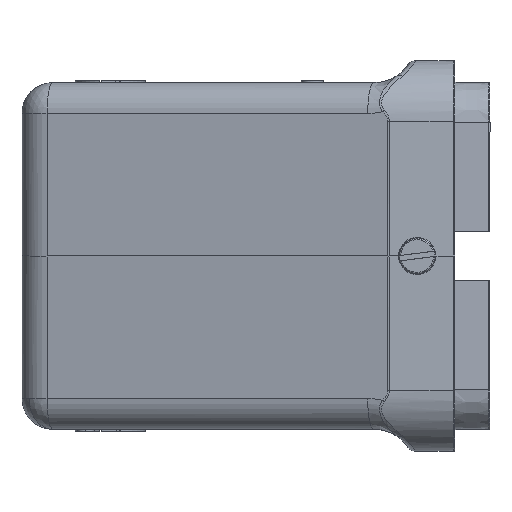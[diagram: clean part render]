
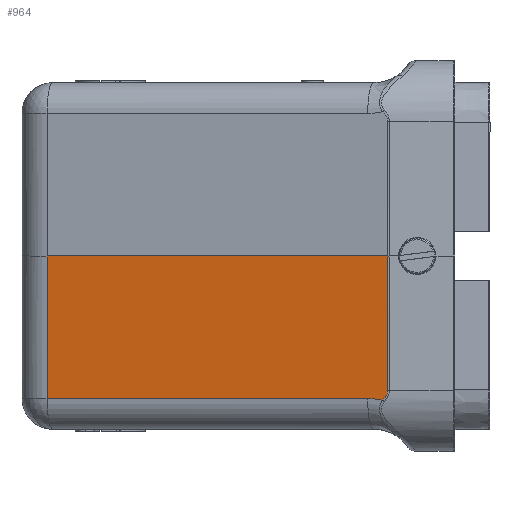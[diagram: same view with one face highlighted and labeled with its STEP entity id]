
A CAD part, left-side view. The second image highlights one B-rep face of the part: STEP entity #964.
In plain terms, the highlighted planar face has unit normal (-0.982, 0.191, -0.009).
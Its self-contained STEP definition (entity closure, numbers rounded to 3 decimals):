
#381=FACE_OUTER_BOUND('',#2081,.T.);
#964=ADVANCED_FACE('NONE',(#381),#1400,.T.);
#1400=PLANE('',#8650);
#1728=B_SPLINE_CURVE_WITH_KNOTS('',3,(#13208,#13209,#13210,#13211),
 .UNSPECIFIED.,.F.,.F.,(4,4),(0.,1.),.UNSPECIFIED.);
#1729=B_SPLINE_CURVE_WITH_KNOTS('',3,(#13222,#13223,#13224,#13225),
 .UNSPECIFIED.,.F.,.F.,(4,4),(0.,1.),.UNSPECIFIED.);
#2081=EDGE_LOOP('',(#3181,#3182,#3183,#3184,#3185,#3186));
#3181=ORIENTED_EDGE('',*,*,#6115,.T.);
#3182=ORIENTED_EDGE('',*,*,#6116,.T.);
#3183=ORIENTED_EDGE('',*,*,#6117,.T.);
#3184=ORIENTED_EDGE('',*,*,#6118,.T.);
#3185=ORIENTED_EDGE('',*,*,#6119,.T.);
#3186=ORIENTED_EDGE('',*,*,#6120,.T.);
#5229=VERTEX_POINT('',#13212);
#5230=VERTEX_POINT('',#13213);
#5231=VERTEX_POINT('',#13215);
#5232=VERTEX_POINT('',#13217);
#5233=VERTEX_POINT('',#13219);
#5234=VERTEX_POINT('',#13221);
#6115=EDGE_CURVE('NONE',#5229,#5230,#1728,.T.);
#6116=EDGE_CURVE('NONE',#5230,#5231,#7167,.T.);
#6117=EDGE_CURVE('NONE',#5231,#5232,#7168,.T.);
#6118=EDGE_CURVE('NONE',#5232,#5233,#7169,.T.);
#6119=EDGE_CURVE('NONE',#5233,#5234,#7170,.T.);
#6120=EDGE_CURVE('NONE',#5234,#5229,#1729,.T.);
#7167=LINE('',#13214,#7965);
#7168=LINE('',#13216,#7966);
#7169=LINE('',#13218,#7967);
#7170=LINE('',#13220,#7968);
#7965=VECTOR('',#9624,1.);
#7966=VECTOR('',#9625,1.);
#7967=VECTOR('',#9626,1.);
#7968=VECTOR('',#9627,1.);
#8650=AXIS2_PLACEMENT_3D('',#13226,#9628,#9629);
#9624=DIRECTION('',(-0.009,0.001,1.));
#9625=DIRECTION('',(0.191,0.982,0.));
#9626=DIRECTION('',(0.009,0.,-1.));
#9627=DIRECTION('',(-0.191,-0.982,0.));
#9628=DIRECTION('',(-0.982,0.191,-0.009));
#9629=DIRECTION('',(-0.191,-0.982,0.));
#13208=CARTESIAN_POINT('',(-64.957,16.301,-32.665));
#13209=CARTESIAN_POINT('',(-65.111,15.542,-31.909));
#13210=CARTESIAN_POINT('',(-65.191,15.163,-31.144));
#13211=CARTESIAN_POINT('',(-65.198,15.164,-30.372));
#13212=CARTESIAN_POINT('',(-64.957,16.301,-32.665));
#13213=CARTESIAN_POINT('',(-65.198,15.164,-30.372));
#13214=CARTESIAN_POINT('',(-65.198,15.164,-30.372));
#13215=CARTESIAN_POINT('',(-65.463,15.189,0.));
#13216=CARTESIAN_POINT('',(-49.366,98.,0.));
#13217=CARTESIAN_POINT('',(-50.467,92.336,0.));
#13218=CARTESIAN_POINT('',(-50.467,92.336,0.));
#13219=CARTESIAN_POINT('',(-50.18,92.336,-32.311));
#13220=CARTESIAN_POINT('',(-49.09,97.946,-32.311));
#13221=CARTESIAN_POINT('',(-64.299,19.702,-32.311));
#13222=CARTESIAN_POINT('',(-64.299,19.702,-32.311));
#13223=CARTESIAN_POINT('',(-64.522,18.556,-32.311));
#13224=CARTESIAN_POINT('',(-64.741,17.422,-32.429));
#13225=CARTESIAN_POINT('',(-64.957,16.301,-32.665));
#13226=CARTESIAN_POINT('',(-49.366,98.,0.));
